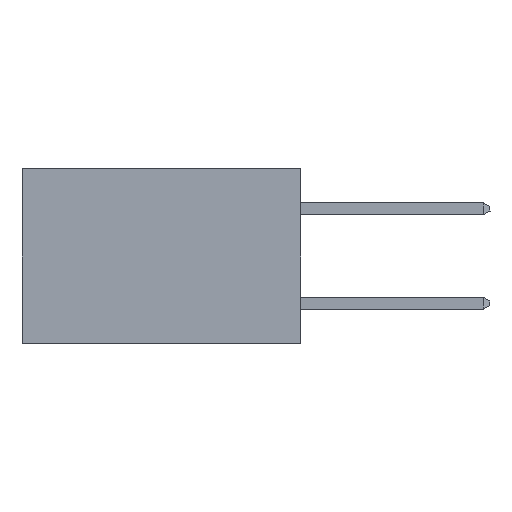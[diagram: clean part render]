
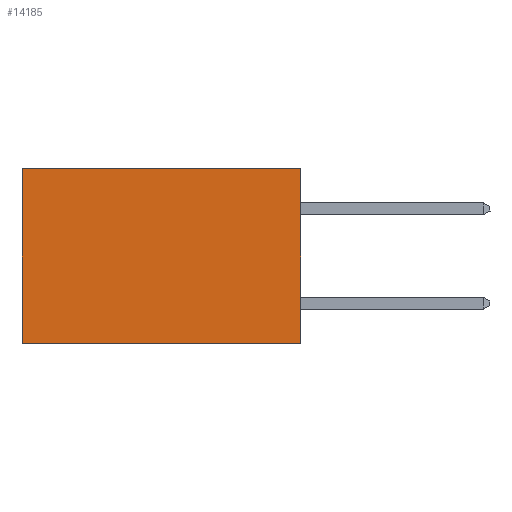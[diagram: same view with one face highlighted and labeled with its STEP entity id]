
A CAD part, left-side view. The second image highlights one B-rep face of the part: STEP entity #14185.
In plain terms, the highlighted planar face has unit normal (-1, 0, 0).
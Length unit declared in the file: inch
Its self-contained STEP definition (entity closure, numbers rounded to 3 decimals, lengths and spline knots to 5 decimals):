
#618 = VECTOR ( 'NONE', #10174, 39.37008 ) ;
#1518 = CARTESIAN_POINT ( 'NONE',  ( 0.277, 0.59, -0.37 ) ) ;
#1565 = EDGE_CURVE ( 'NONE', #24923, #22493, #7982, .T. ) ;
#2028 = LINE ( 'NONE', #8516, #23780 ) ;
#3688 = CARTESIAN_POINT ( 'NONE',  ( 0.277, 0., 0. ) ) ;
#3737 = ORIENTED_EDGE ( 'NONE', *, *, #16520, .F. ) ;
#4511 = DIRECTION ( 'NONE',  ( 0., 0., -1. ) ) ;
#5718 = ORIENTED_EDGE ( 'NONE', *, *, #21501, .T. ) ;
#6183 = LINE ( 'NONE', #19861, #22297 ) ;
#7261 = PLANE ( 'NONE',  #12395 ) ;
#7982 = LINE ( 'NONE', #1518, #24676 ) ;
#8392 = CARTESIAN_POINT ( 'NONE',  ( 0.277, 0.59, 0. ) ) ;
#8516 = CARTESIAN_POINT ( 'NONE',  ( 0.277, 0., -0.37 ) ) ;
#10174 = DIRECTION ( 'NONE',  ( 0., 1., 0. ) ) ;
#10655 = DIRECTION ( 'NONE',  ( 0., 0., -1. ) ) ;
#11523 = DIRECTION ( 'NONE',  ( 0., 0., -1. ) ) ;
#11931 = EDGE_CURVE ( 'NONE', #17990, #20804, #2028, .T. ) ;
#12395 = AXIS2_PLACEMENT_3D ( 'NONE', #21971, #24053, #11523 ) ;
#13339 = CARTESIAN_POINT ( 'NONE',  ( 0.277, 0.59, -0.37 ) ) ;
#13733 = CARTESIAN_POINT ( 'NONE',  ( 0.277, 0., 0. ) ) ;
#14185 = ADVANCED_FACE ( 'NONE', ( #20385 ), #7261, .F. ) ;
#16520 = EDGE_CURVE ( 'NONE', #20804, #22493, #6183, .T. ) ;
#17484 = LINE ( 'NONE', #3688, #618 ) ;
#17990 = VERTEX_POINT ( 'NONE', #13733 ) ;
#19861 = CARTESIAN_POINT ( 'NONE',  ( 0.277, 0., -0.37 ) ) ;
#19872 = ORIENTED_EDGE ( 'NONE', *, *, #1565, .T. ) ;
#20385 = FACE_OUTER_BOUND ( 'NONE', #24348, .T. ) ;
#20724 = CARTESIAN_POINT ( 'NONE',  ( 0.277, 0., -0.37 ) ) ;
#20804 = VERTEX_POINT ( 'NONE', #20724 ) ;
#21158 = ORIENTED_EDGE ( 'NONE', *, *, #11931, .F. ) ;
#21501 = EDGE_CURVE ( 'NONE', #17990, #24923, #17484, .T. ) ;
#21966 = DIRECTION ( 'NONE',  ( 0., 1., 0. ) ) ;
#21971 = CARTESIAN_POINT ( 'NONE',  ( 0.277, 0., -0.37 ) ) ;
#22297 = VECTOR ( 'NONE', #21966, 39.37008 ) ;
#22493 = VERTEX_POINT ( 'NONE', #13339 ) ;
#23780 = VECTOR ( 'NONE', #10655, 39.37008 ) ;
#24053 = DIRECTION ( 'NONE',  ( 1., 0., 0. ) ) ;
#24348 = EDGE_LOOP ( 'NONE', ( #19872, #3737, #21158, #5718 ) ) ;
#24676 = VECTOR ( 'NONE', #4511, 39.37008 ) ;
#24923 = VERTEX_POINT ( 'NONE', #8392 ) ;
